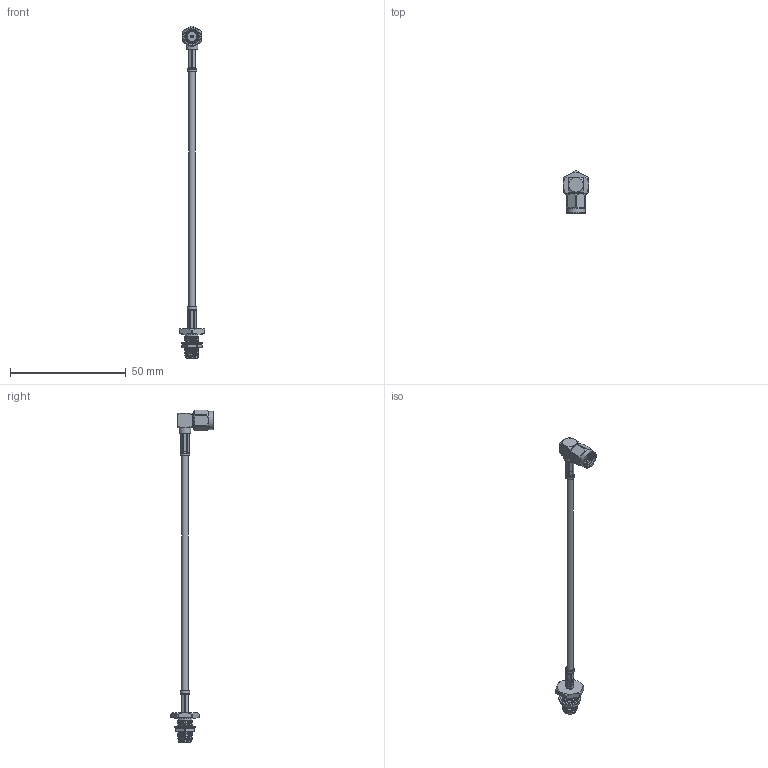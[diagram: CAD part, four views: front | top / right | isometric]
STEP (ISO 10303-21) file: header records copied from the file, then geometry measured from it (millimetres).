
FILE_DESCRIPTION (( 'STEP AP203' ), '1' );
FILE_NAME ('PE3W00802_3D.step', '2022-01-13T22:21:51', ( '' ), ( '' ), 'SwSTEP 2.0', 'SolidWorks 2021', '' );
FILE_SCHEMA (( 'CONFIG_CONTROL_DESIGN' ));
Length unit declared in the file: inch
Products named in the file (4): PE4009^PE3W00802_CRIMPED; PE3W00802_3D; RG174^PE3W00802_RG174A-U; PE44643^PE3W00802_Crimped
Assembly tree (3 placements, depth 2):
  PE3W00802_3D
    RG174^PE3W00802_RG174A-U
    PE4009^PE3W00802_CRIMPED
    PE44643^PE3W00802_Crimped
Bounding box: 11 x 18.55 x 143.54 mm (x, y, z)
Volume: 1903.7 mm3; surface area: 3326 mm2
Topology: 10 solids, 10 shells, 1052 faces, 2709 edges, 1693 vertices
Faces by surface type: bspline 439, plane 269, cylinder 255, cone 85, torus 4
Full cylindrical faces by diameter (mm): 0.94 x2, 1.194 x3, 1.7 x1, 1.702 x1, 2.692 x1, 2.7 x1, 2.794 x2, 3.48 x2, 3.988 x2, 4.064 x1, 4.572 x2, 5.08 x1, 5.334 x1, 5.835 x1, 6.35 x6, 6.401 x1, 6.539 x1, 6.655 x1, 7.877 x1, 9.195 x1, 9.398 x1, 9.449 x1
Entity records: 70481 total; most frequent: CARTESIAN_POINT 50393, ORIENTED_EDGE 5248, EDGE_CURVE 2624, DIRECTION 2599, VERTEX_POINT 1660, EDGE_LOOP 1120, FACE_OUTER_BOUND 1083, ADVANCED_FACE 1046
